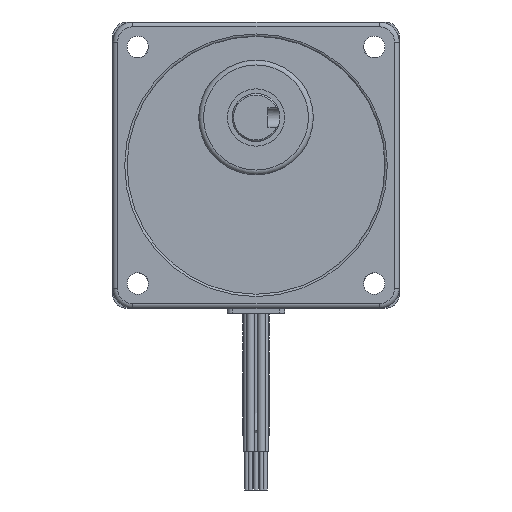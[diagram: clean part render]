
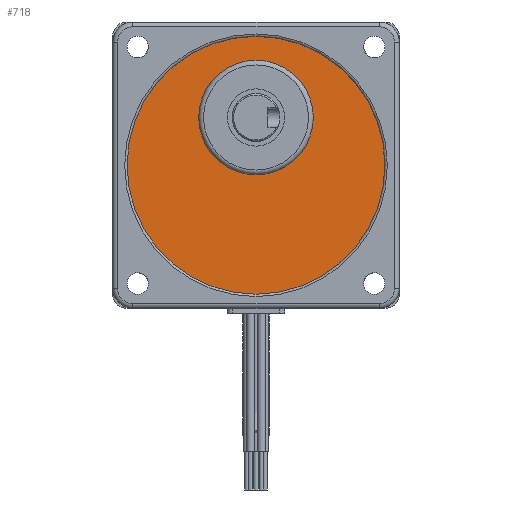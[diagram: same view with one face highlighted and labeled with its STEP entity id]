
A CAD part, front view. The second image highlights one B-rep face of the part: STEP entity #718.
In plain terms, the highlighted planar face has unit normal (0, -1, 0).
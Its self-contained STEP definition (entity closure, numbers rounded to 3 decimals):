
#718 = ADVANCED_FACE( '', ( #1477, #1478 ), #1479, .F. );
#1477 = FACE_BOUND( '', #2742, .T. );
#1478 = FACE_OUTER_BOUND( '', #2743, .T. );
#1479 = PLANE( '', #2744 );
#2742 = EDGE_LOOP( '', ( #4536 ) );
#2743 = EDGE_LOOP( '', ( #4537 ) );
#2744 = AXIS2_PLACEMENT_3D( '', #4538, #4539, #4540 );
#4536 = ORIENTED_EDGE( '', *, *, #5743, .T. );
#4537 = ORIENTED_EDGE( '', *, *, #5511, .F. );
#4538 = CARTESIAN_POINT( '', ( 0., 0.5, 0. ) );
#4539 = DIRECTION( '', ( 0., 1., 0. ) );
#4540 = DIRECTION( '', ( 0., 0., 1. ) );
#5511 = EDGE_CURVE( '', #6576, #6576, #6577, .T. );
#5743 = EDGE_CURVE( '', #6878, #6878, #6879, .T. );
#6576 = VERTEX_POINT( '', #7994 );
#6577 = CIRCLE( '', #7995, 27. );
#6878 = VERTEX_POINT( '', #8535 );
#6879 = CIRCLE( '', #8536, 12. );
#7994 = CARTESIAN_POINT( '', ( 27., 0.5, 0. ) );
#7995 = AXIS2_PLACEMENT_3D( '', #9299, #9300, #9301 );
#8535 = CARTESIAN_POINT( '', ( 0., 0.5, 22. ) );
#8536 = AXIS2_PLACEMENT_3D( '', #9572, #9573, #9574 );
#9299 = CARTESIAN_POINT( '', ( 0., 0.5, 0. ) );
#9300 = DIRECTION( '', ( 0., 1., 0. ) );
#9301 = DIRECTION( '', ( 1., 0., 0. ) );
#9572 = CARTESIAN_POINT( '', ( 0., 0.5, 10. ) );
#9573 = DIRECTION( '', ( 0., 1., 0. ) );
#9574 = DIRECTION( '', ( 0., 0., 1. ) );
